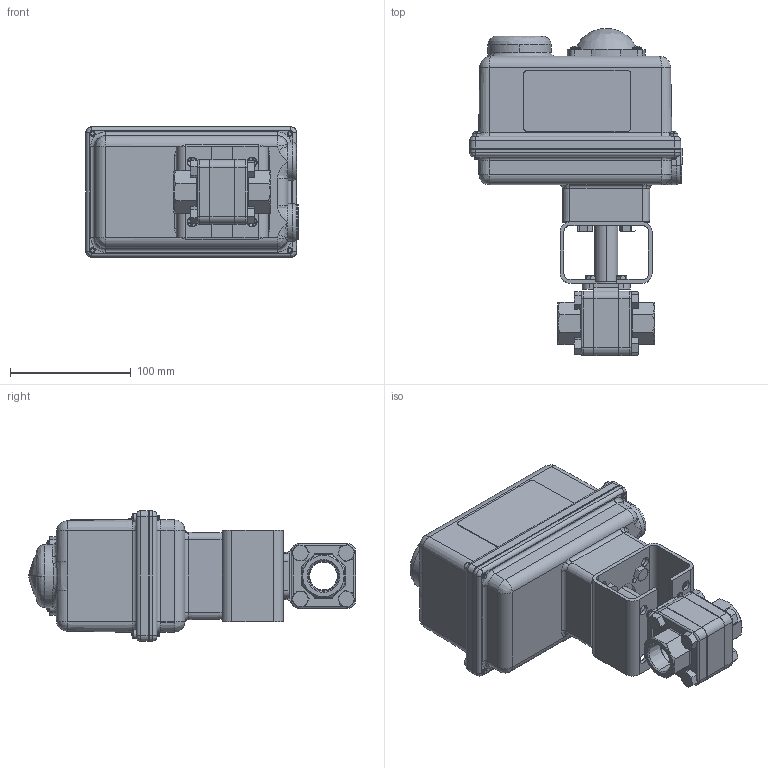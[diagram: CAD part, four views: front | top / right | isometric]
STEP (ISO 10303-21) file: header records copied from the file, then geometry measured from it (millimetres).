
FILE_DESCRIPTION (( 'STEP AP203' ), '1' );
FILE_NAME ('3000R-075-PT_ER-2.STEP', '2017-11-02T15:27:02', ( '' ), ( '' ), 'SwSTEP 2.0', 'SolidWorks 2014', '' );
FILE_SCHEMA (( 'CONFIG_CONTROL_DESIGN' ));
Length unit declared in the file: inch
Products named in the file (1): 3000R-075-PT_ER-2
Bounding box: 176.31 x 271.29 x 108.29 mm (x, y, z)
Surface area: 167524.5 mm2 (no closed solid volume)
Topology: 0 solids, 25 shells, 774 faces, 2482 edges, 1732 vertices
Faces by surface type: plane 317, cylinder 220, cone 141, bspline 86, torus 10
Entity records: 44129 total; most frequent: CARTESIAN_POINT 24194, ORIENTED_EDGE 4217, DIRECTION 3534, EDGE_CURVE 2474, VERTEX_POINT 1732, AXIS2_PLACEMENT_3D 1300, VECTOR 934, LINE 934
